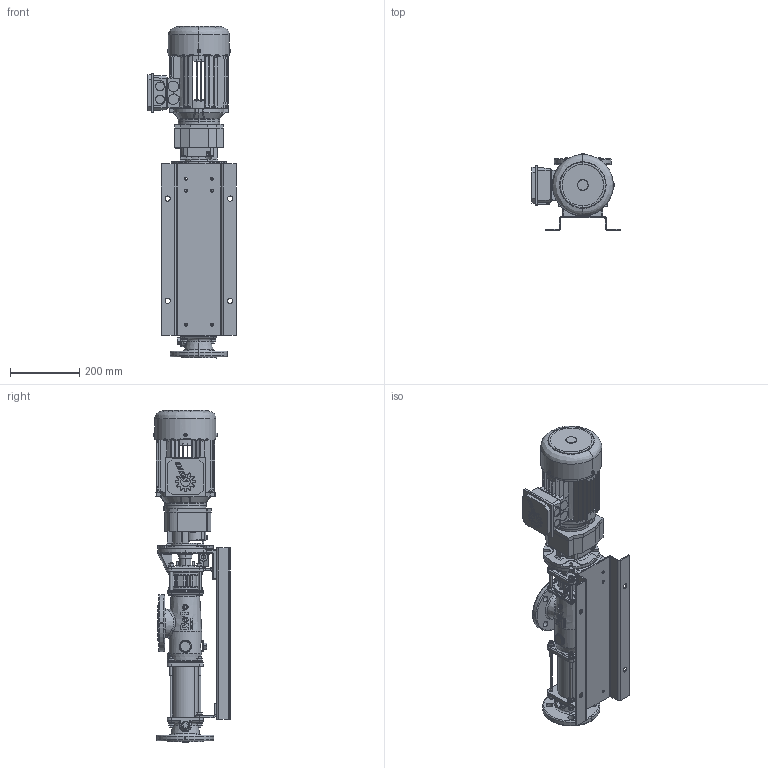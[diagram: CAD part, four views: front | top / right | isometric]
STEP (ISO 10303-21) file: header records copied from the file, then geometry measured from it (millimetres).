
FILE_DESCRIPTION (( 'STEP AP214' ), '1' );
FILE_NAME ('RDCA511_06-732-24.STEP', '2024-11-30T08:16:20', ( '' ), ( '' ), 'SwSTEP 2.0', 'SolidWorks 2021', '' );
FILE_SCHEMA (( 'AUTOMOTIVE_DESIGN' ));
Length unit declared in the file: millimetre
Products named in the file (1): RDCA511_06-732-24
Bounding box: 255.5 x 221.88 x 958 mm (x, y, z)
Surface area: 1152441 mm2 (no closed solid volume)
Topology: 0 solids, 94 shells, 1824 faces, 6121 edges, 4165 vertices
Faces by surface type: plane 760, cylinder 570, bspline 208, cone 150, torus 136
Entity records: 108820 total; most frequent: CARTESIAN_POINT 39300, ORIENTED_EDGE 10076, DIRECTION 9506, EDGE_CURVE 6080, VERTEX_POINT 4165, AXIS2_PLACEMENT_3D 3489, LINE 2528, VECTOR 2528
